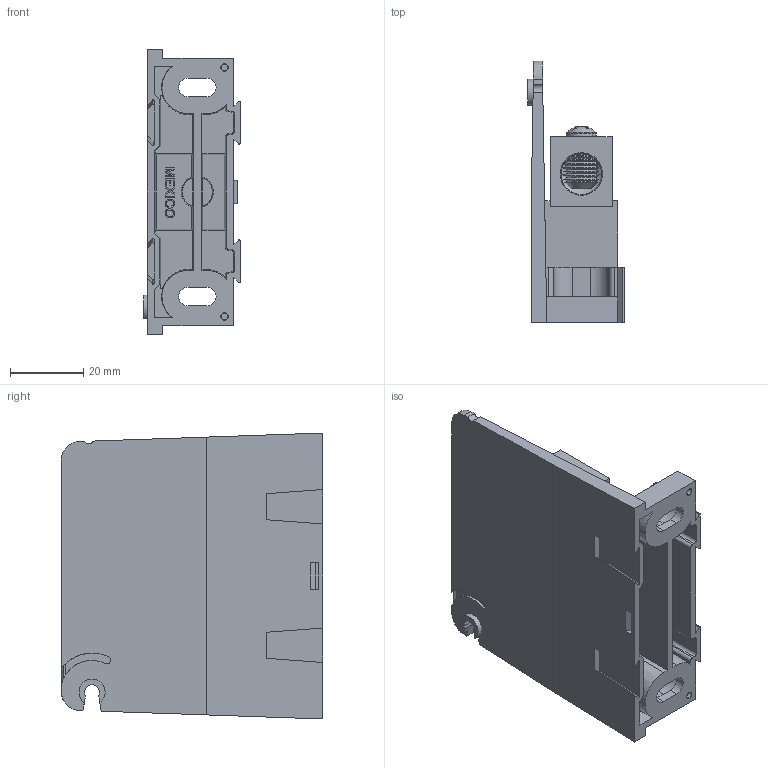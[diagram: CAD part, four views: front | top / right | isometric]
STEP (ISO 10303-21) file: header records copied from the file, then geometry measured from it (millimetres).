
FILE_DESCRIPTION (( 'STEP AP214' ), '1' );
FILE_NAME ('701958_adder_rev-.STEP', '2013-08-27T16:51:08', ( '' ), ( '' ), 'SwSTEP 2.0', 'SolidWorks 2013', '' );
FILE_SCHEMA (( 'AUTOMOTIVE_DESIGN' ));
Length unit declared in the file: inch
Products named in the file (1): 701958_adder_rev-
Bounding box: 26.29 x 71.37 x 78.11 mm (x, y, z)
Volume: 39809.2 mm3; surface area: 29865.9 mm2
Topology: 5 solids, 5 shells, 582 faces, 1604 edges, 1046 vertices
Faces by surface type: plane 207, cylinder 175, cone 137, bspline 59, sphere 2, torus 2
Entity records: 30121 total; most frequent: CARTESIAN_POINT 8465, ORIENTED_EDGE 3204, DIRECTION 2679, EDGE_CURVE 1602, VERTEX_POINT 1046, AXIS2_PLACEMENT_3D 908, VECTOR 863, LINE 863
